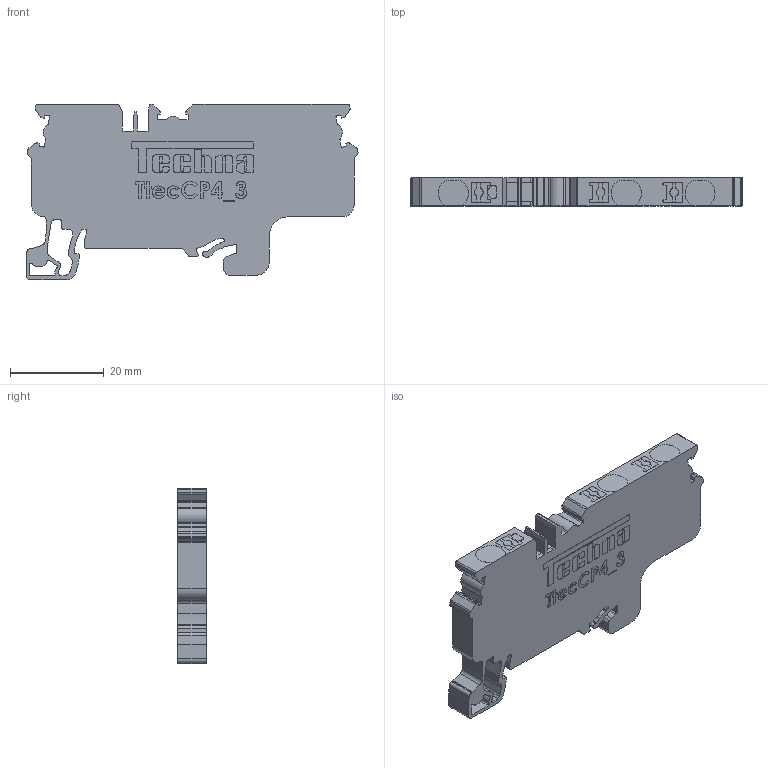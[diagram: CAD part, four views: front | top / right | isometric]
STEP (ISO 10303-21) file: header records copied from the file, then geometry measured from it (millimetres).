
FILE_DESCRIPTION (( 'STEP AP214' ), '1' );
FILE_NAME ('TtecCP4_3.STEP', '2020-10-20T06:21:24', ( '' ), ( '' ), 'SwSTEP 2.0', 'SolidWorks 2020', '' );
FILE_SCHEMA (( 'AUTOMOTIVE_DESIGN' ));
Length unit declared in the file: millimetre
Products named in the file (1): TtecCP4_3
Bounding box: 70.8 x 6 x 37.4 mm (x, y, z)
Volume: 11627.3 mm3; surface area: 5988 mm2
Topology: 1 solids, 1 shells, 815 faces, 2306 edges, 1536 vertices
Faces by surface type: plane 455, cylinder 270, bspline 90
Entity records: 36661 total; most frequent: CARTESIAN_POINT 10151, ORIENTED_EDGE 4612, DIRECTION 4117, EDGE_CURVE 2306, LINE 1585, VECTOR 1585, VERTEX_POINT 1536, AXIS2_PLACEMENT_3D 1266
